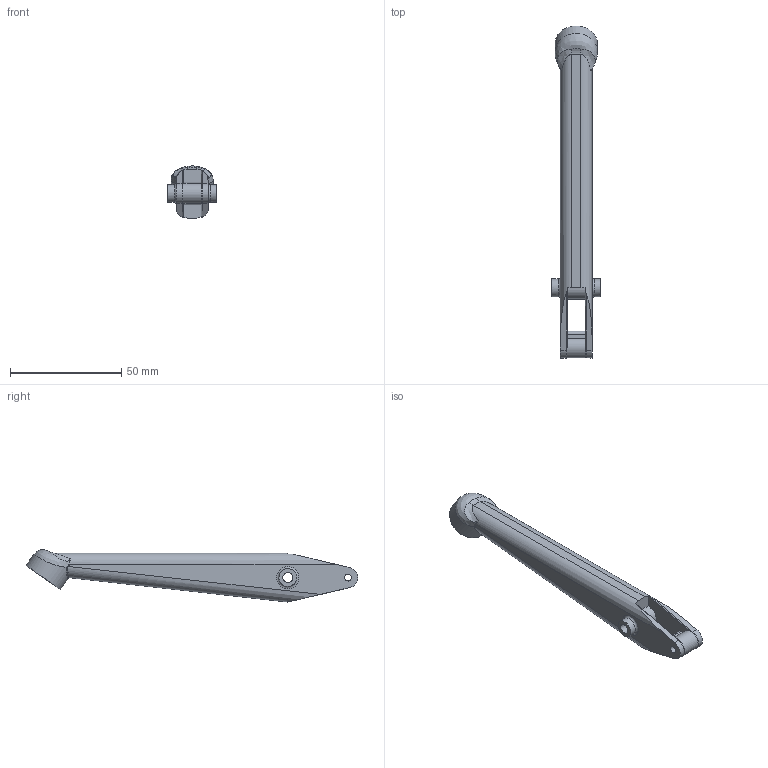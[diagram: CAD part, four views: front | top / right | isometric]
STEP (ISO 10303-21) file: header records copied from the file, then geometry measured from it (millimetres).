
FILE_DESCRIPTION(/* description */ (''),/* implementation_level */ '2;1');
FILE_NAME(/* name */ '小腿1_更大角度_step.stp',/* time_stamp */ '2025-10-14T15:31:43+08:00',/* author */ (''),/* organization */ (''),/* preprocessor_version */ 'ST-DEVELOPER v16.7',/* originating_system */ 'SIEMENS PLM Software NX 12.0',/* authorisation */ '');
FILE_SCHEMA (('AUTOMOTIVE_DESIGN { 1 0 10303 214 3 1 1 1 }'));
Length unit declared in the file: millimetre
Products named in the file (1): 小腿1_step
Bounding box: 22 x 149.32 x 23.41 mm (x, y, z)
Volume: 27622.4 mm3; surface area: 9421.2 mm2
Topology: 1 solids, 1 shells, 62 faces, 160 edges, 101 vertices
Faces by surface type: cylinder 21, plane 18, bspline 18, torus 5
Full cylindrical faces by diameter (mm): 3.1 x1, 3.75 x1, 4.5 x1, 8 x2, 19 x1
Entity records: 2271 total; most frequent: CARTESIAN_POINT 881, ORIENTED_EDGE 296, DIRECTION 260, EDGE_CURVE 148, AXIS2_PLACEMENT_3D 107, VERTEX_POINT 97, EDGE_LOOP 77, ADVANCED_FACE 62
